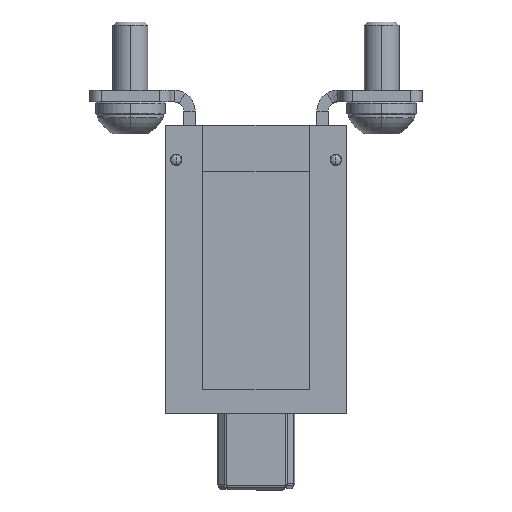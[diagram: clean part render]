
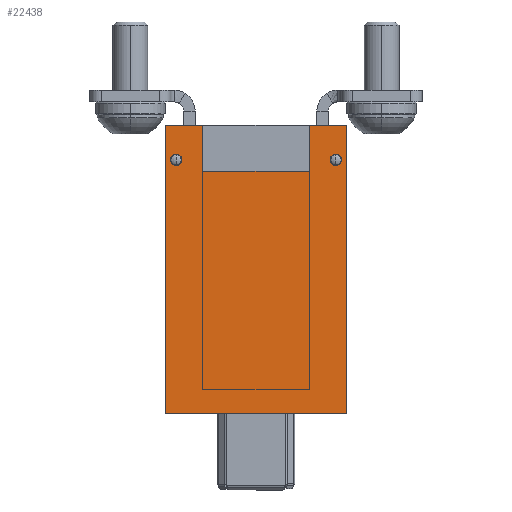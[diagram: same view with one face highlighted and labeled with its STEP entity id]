
A CAD part, front view. The second image highlights one B-rep face of the part: STEP entity #22438.
In plain terms, the highlighted planar face has unit normal (0, -1, 0).
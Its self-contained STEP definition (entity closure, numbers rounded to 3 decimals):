
#209 = DIRECTION ( 'NONE',  ( 0., 0., -1. ) ) ;
#237 = ORIENTED_EDGE ( 'NONE', *, *, #12953, .F. ) ;
#356 = LINE ( 'NONE', #43677, #20698 ) ;
#362 = VERTEX_POINT ( 'NONE', #26138 ) ;
#596 = DIRECTION ( 'NONE',  ( 0., 0., 1. ) ) ;
#767 = LINE ( 'NONE', #40300, #26224 ) ;
#1165 = DIRECTION ( 'NONE',  ( 0., 0., 1. ) ) ;
#1238 = CIRCLE ( 'NONE', #32253, 0.5 ) ;
#1860 = CARTESIAN_POINT ( 'NONE',  ( 4.6, -3., 7. ) ) ;
#1930 = CIRCLE ( 'NONE', #4709, 0.5 ) ;
#2015 = DIRECTION ( 'NONE',  ( 0., 0., 1. ) ) ;
#3568 = DIRECTION ( 'NONE',  ( 0., -1., 0. ) ) ;
#3690 = VECTOR ( 'NONE', #2015, 1000. ) ;
#3891 = DIRECTION ( 'NONE',  ( 0., 0., 1. ) ) ;
#4384 = DIRECTION ( 'NONE',  ( -1., 0., 0. ) ) ;
#4689 = CARTESIAN_POINT ( 'NONE',  ( 7.8, -3., 6.6 ) ) ;
#4709 = AXIS2_PLACEMENT_3D ( 'NONE', #8760, #44622, #33776 ) ;
#5095 = EDGE_LOOP ( 'NONE', ( #46444, #16112 ) ) ;
#5519 = CARTESIAN_POINT ( 'NONE',  ( 7.8, -3., 31.1 ) ) ;
#6440 = AXIS2_PLACEMENT_3D ( 'NONE', #39604, #43244, #21430 ) ;
#6667 = CARTESIAN_POINT ( 'NONE',  ( 6.9, -3., 28.6 ) ) ;
#7069 = ORIENTED_EDGE ( 'NONE', *, *, #41055, .F. ) ;
#7161 = EDGE_LOOP ( 'NONE', ( #8954, #7069 ) ) ;
#7436 = AXIS2_PLACEMENT_3D ( 'NONE', #14599, #3568, #3891 ) ;
#7581 = DIRECTION ( 'NONE',  ( 1., 0., 0. ) ) ;
#7647 = DIRECTION ( 'NONE',  ( 0., 0., -1. ) ) ;
#8760 = CARTESIAN_POINT ( 'NONE',  ( -6.9, -3., 28.1 ) ) ;
#8954 = ORIENTED_EDGE ( 'NONE', *, *, #37737, .F. ) ;
#8955 = CARTESIAN_POINT ( 'NONE',  ( 6.9, -3., 28.1 ) ) ;
#9345 = ORIENTED_EDGE ( 'NONE', *, *, #11544, .F. ) ;
#9386 = VERTEX_POINT ( 'NONE', #15391 ) ;
#9436 = ORIENTED_EDGE ( 'NONE', *, *, #44250, .T. ) ;
#9631 = VECTOR ( 'NONE', #39704, 1000. ) ;
#10548 = CARTESIAN_POINT ( 'NONE',  ( -7.8, -3., 6.2 ) ) ;
#11544 = EDGE_CURVE ( 'NONE', #15089, #45037, #45433, .T. ) ;
#12067 = EDGE_CURVE ( 'NONE', #38486, #44034, #356, .T. ) ;
#12953 = EDGE_CURVE ( 'NONE', #45037, #41818, #15508, .T. ) ;
#13239 = VERTEX_POINT ( 'NONE', #34161 ) ;
#13623 = CARTESIAN_POINT ( 'NONE',  ( -4.6, -3., 31.1 ) ) ;
#13795 = VECTOR ( 'NONE', #1165, 1000. ) ;
#14599 = CARTESIAN_POINT ( 'NONE',  ( 6.9, -3., 28.1 ) ) ;
#15089 = VERTEX_POINT ( 'NONE', #28653 ) ;
#15391 = CARTESIAN_POINT ( 'NONE',  ( -6.9, -3., 27.6 ) ) ;
#15508 = LINE ( 'NONE', #1860, #3690 ) ;
#15817 = EDGE_CURVE ( 'NONE', #37191, #15089, #767, .T. ) ;
#16112 = ORIENTED_EDGE ( 'NONE', *, *, #33275, .F. ) ;
#16275 = VERTEX_POINT ( 'NONE', #6667 ) ;
#16599 = CARTESIAN_POINT ( 'NONE',  ( -7.8, -3., 31.1 ) ) ;
#16643 = VECTOR ( 'NONE', #26242, 1000. ) ;
#16722 = VERTEX_POINT ( 'NONE', #5519 ) ;
#17656 = EDGE_CURVE ( 'NONE', #16722, #41818, #29094, .T. ) ;
#18223 = VERTEX_POINT ( 'NONE', #29469 ) ;
#19646 = DIRECTION ( 'NONE',  ( 0., 0., 1. ) ) ;
#19823 = VECTOR ( 'NONE', #7581, 1000. ) ;
#20583 = LINE ( 'NONE', #4689, #13795 ) ;
#20608 = ORIENTED_EDGE ( 'NONE', *, *, #43023, .F. ) ;
#20698 = VECTOR ( 'NONE', #209, 1000. ) ;
#21430 = DIRECTION ( 'NONE',  ( 0., 0., -1. ) ) ;
#22431 = CARTESIAN_POINT ( 'NONE',  ( -7.8, -3., 31.1 ) ) ;
#22438 = ADVANCED_FACE ( 'NONE', ( #28856, #47140, #27163 ), #42602, .F. ) ;
#23478 = DIRECTION ( 'NONE',  ( 0., -1., 0. ) ) ;
#23782 = EDGE_CURVE ( 'NONE', #18223, #9386, #1238, .T. ) ;
#25016 = CARTESIAN_POINT ( 'NONE',  ( -7.8, -3., 6.2 ) ) ;
#25506 = CIRCLE ( 'NONE', #36362, 0.5 ) ;
#26138 = CARTESIAN_POINT ( 'NONE',  ( 7.8, -3., 6.2 ) ) ;
#26201 = DIRECTION ( 'NONE',  ( 0., -1., 0. ) ) ;
#26224 = VECTOR ( 'NONE', #7647, 1000. ) ;
#26242 = DIRECTION ( 'NONE',  ( -1., 0., 0. ) ) ;
#27163 = FACE_BOUND ( 'NONE', #7161, .T. ) ;
#27830 = CARTESIAN_POINT ( 'NONE',  ( 4.6, -3., 27.1 ) ) ;
#28368 = LINE ( 'NONE', #44476, #45456 ) ;
#28653 = CARTESIAN_POINT ( 'NONE',  ( -4.6, -3., 27.1 ) ) ;
#28856 = FACE_OUTER_BOUND ( 'NONE', #42880, .T. ) ;
#29041 = CARTESIAN_POINT ( 'NONE',  ( 5.6, -3., 27.1 ) ) ;
#29094 = LINE ( 'NONE', #22431, #16643 ) ;
#29469 = CARTESIAN_POINT ( 'NONE',  ( -6.9, -3., 28.6 ) ) ;
#31302 = EDGE_CURVE ( 'NONE', #37191, #38486, #28368, .T. ) ;
#32253 = AXIS2_PLACEMENT_3D ( 'NONE', #36724, #26201, #596 ) ;
#33275 = EDGE_CURVE ( 'NONE', #9386, #18223, #1930, .T. ) ;
#33690 = CARTESIAN_POINT ( 'NONE',  ( 4.6, -3., 31.1 ) ) ;
#33776 = DIRECTION ( 'NONE',  ( 0., 0., 1. ) ) ;
#34161 = CARTESIAN_POINT ( 'NONE',  ( 6.9, -3., 27.6 ) ) ;
#35663 = ORIENTED_EDGE ( 'NONE', *, *, #15817, .F. ) ;
#36362 = AXIS2_PLACEMENT_3D ( 'NONE', #8955, #23478, #19646 ) ;
#36724 = CARTESIAN_POINT ( 'NONE',  ( -6.9, -3., 28.1 ) ) ;
#37191 = VERTEX_POINT ( 'NONE', #13623 ) ;
#37737 = EDGE_CURVE ( 'NONE', #16275, #13239, #25506, .T. ) ;
#37875 = ORIENTED_EDGE ( 'NONE', *, *, #31302, .T. ) ;
#38486 = VERTEX_POINT ( 'NONE', #16599 ) ;
#39604 = CARTESIAN_POINT ( 'NONE',  ( -7.8, -3., 6.6 ) ) ;
#39704 = DIRECTION ( 'NONE',  ( -1., 0., 0. ) ) ;
#40168 = CIRCLE ( 'NONE', #7436, 0.5 ) ;
#40300 = CARTESIAN_POINT ( 'NONE',  ( -4.6, -3., 7. ) ) ;
#41055 = EDGE_CURVE ( 'NONE', #13239, #16275, #40168, .T. ) ;
#41580 = ORIENTED_EDGE ( 'NONE', *, *, #12067, .T. ) ;
#41818 = VERTEX_POINT ( 'NONE', #33690 ) ;
#42602 = PLANE ( 'NONE',  #6440 ) ;
#42880 = EDGE_LOOP ( 'NONE', ( #237, #9345, #35663, #37875, #41580, #20608, #9436, #43664 ) ) ;
#43023 = EDGE_CURVE ( 'NONE', #362, #44034, #43168, .T. ) ;
#43168 = LINE ( 'NONE', #25016, #9631 ) ;
#43244 = DIRECTION ( 'NONE',  ( 0., 1., 0. ) ) ;
#43664 = ORIENTED_EDGE ( 'NONE', *, *, #17656, .T. ) ;
#43677 = CARTESIAN_POINT ( 'NONE',  ( -7.8, -3., 6.6 ) ) ;
#44034 = VERTEX_POINT ( 'NONE', #10548 ) ;
#44250 = EDGE_CURVE ( 'NONE', #362, #16722, #20583, .T. ) ;
#44476 = CARTESIAN_POINT ( 'NONE',  ( -7.8, -3., 31.1 ) ) ;
#44622 = DIRECTION ( 'NONE',  ( 0., -1., 0. ) ) ;
#45037 = VERTEX_POINT ( 'NONE', #27830 ) ;
#45433 = LINE ( 'NONE', #29041, #19823 ) ;
#45456 = VECTOR ( 'NONE', #4384, 1000. ) ;
#46444 = ORIENTED_EDGE ( 'NONE', *, *, #23782, .F. ) ;
#47140 = FACE_BOUND ( 'NONE', #5095, .T. ) ;
